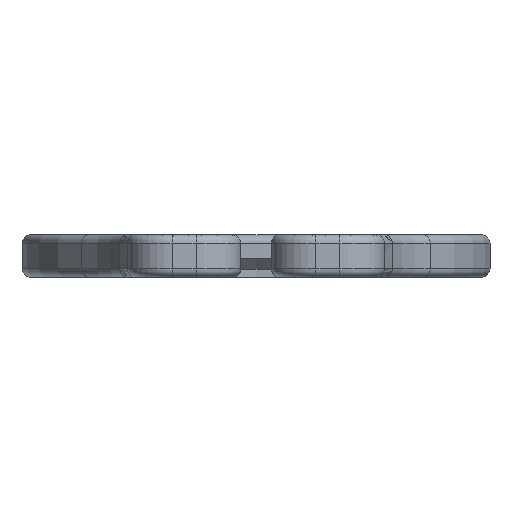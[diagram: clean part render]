
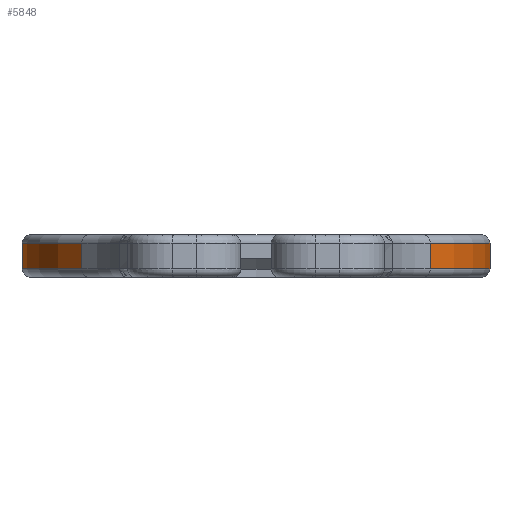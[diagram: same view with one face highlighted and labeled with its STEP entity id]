
A CAD part, front view. The second image highlights one B-rep face of the part: STEP entity #5848.
In plain terms, the highlighted cylindrical face has radius 26.225 mm (diameter 52.45 mm), a partial arc.
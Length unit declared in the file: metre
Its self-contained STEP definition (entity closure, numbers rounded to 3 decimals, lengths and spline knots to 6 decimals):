
#45=CYLINDRICAL_SURFACE('',#6182,0.026225);
#122=CIRCLE('',#6183,0.026225);
#123=CIRCLE('',#6184,0.026225);
#758=ORIENTED_EDGE('',*,*,#2606,.T.);
#759=ORIENTED_EDGE('',*,*,#2607,.T.);
#760=ORIENTED_EDGE('',*,*,#2594,.T.);
#761=ORIENTED_EDGE('',*,*,#2608,.T.);
#2594=EDGE_CURVE('',#3517,#3518,#3970,.F.);
#2606=EDGE_CURVE('',#3529,#3530,#3980,.T.);
#2607=EDGE_CURVE('',#3530,#3517,#122,.T.);
#2608=EDGE_CURVE('',#3518,#3529,#123,.F.);
#3517=VERTEX_POINT('',#9066);
#3518=VERTEX_POINT('',#9067);
#3529=VERTEX_POINT('',#9093);
#3530=VERTEX_POINT('',#9094);
#3970=LINE('',#9065,#4713);
#3980=LINE('',#9092,#4723);
#4713=VECTOR('',#6996,1.);
#4723=VECTOR('',#7016,1.);
#5059=EDGE_LOOP('',(#758,#759,#760,#761));
#5348=FACE_BOUND('',#5059,.T.);
#5848=ADVANCED_FACE('',(#5348),#45,.T.);
#6182=AXIS2_PLACEMENT_3D('',#9091,#7014,#7015);
#6183=AXIS2_PLACEMENT_3D('',#9095,#7017,#7018);
#6184=AXIS2_PLACEMENT_3D('',#9096,#7019,#7020);
#6996=DIRECTION('',(0.,0.,-1.));
#7014=DIRECTION('',(0.,0.,-1.));
#7015=DIRECTION('',(-1.,0.,0.));
#7016=DIRECTION('',(0.,0.,-1.));
#7017=DIRECTION('',(0.,0.,1.));
#7018=DIRECTION('',(1.,0.,0.));
#7019=DIRECTION('',(0.,0.,1.));
#7020=DIRECTION('',(1.,0.,0.));
#9065=CARTESIAN_POINT('',(-0.019506,-0.017529,0.0048));
#9066=CARTESIAN_POINT('',(-0.019506,-0.017529,0.001));
#9067=CARTESIAN_POINT('',(-0.019506,-0.017529,0.0038));
#9091=CARTESIAN_POINT('',(0.,0.,0.0048));
#9092=CARTESIAN_POINT('',(0.019506,-0.017529,0.0048));
#9093=CARTESIAN_POINT('',(0.019506,-0.017529,0.0038));
#9094=CARTESIAN_POINT('',(0.019506,-0.017529,0.001));
#9095=CARTESIAN_POINT('',(0.,0.,0.001));
#9096=CARTESIAN_POINT('',(0.,0.,0.0038));
